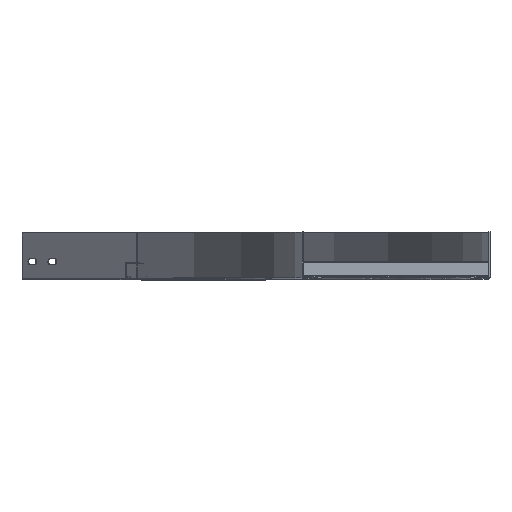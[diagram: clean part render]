
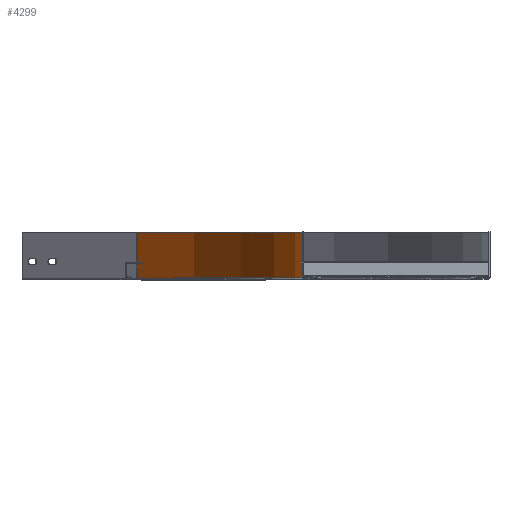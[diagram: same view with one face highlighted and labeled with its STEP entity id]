
A CAD part, top view. The second image highlights one B-rep face of the part: STEP entity #4299.
In plain terms, the highlighted cylindrical face has radius 600 mm (diameter 1200 mm), a partial arc.
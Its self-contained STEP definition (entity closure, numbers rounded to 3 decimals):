
#67 = CARTESIAN_POINT ( 'NONE',  ( 0., 7.07, -173. ) ) ;
#69 = CARTESIAN_POINT ( 'NONE',  ( 0., -41.13, -173. ) ) ;
#72 = CARTESIAN_POINT ( 'NONE',  ( -175.736, 7.07, -597.264 ) ) ;
#73 = CARTESIAN_POINT ( 'NONE',  ( -175.736, -41.13, -597.264 ) ) ;
#450 = DIRECTION ( 'NONE',  ( 0., 0., 1. ) ) ;
#457 = DIRECTION ( 'NONE',  ( 0., 1., 0. ) ) ;
#458 = CARTESIAN_POINT ( 'NONE',  ( -600., 0., -173. ) ) ;
#1397 = AXIS2_PLACEMENT_3D ( 'NONE', #458, #457, #450 ) ;
#2060 = AXIS2_PLACEMENT_3D ( 'NONE', #2910, #2911, #2912 ) ;
#2061 = AXIS2_PLACEMENT_3D ( 'NONE', #2914, #2915, #2916 ) ;
#2243 = VERTEX_POINT ( 'NONE', #67 ) ;
#2245 = VERTEX_POINT ( 'NONE', #69 ) ;
#2248 = VERTEX_POINT ( 'NONE', #72 ) ;
#2249 = VERTEX_POINT ( 'NONE', #73 ) ;
#2905 = CARTESIAN_POINT ( 'NONE',  ( 0., -41.13, -173. ) ) ;
#2906 = DIRECTION ( 'NONE',  ( 0., -1., 0. ) ) ;
#2907 = DIRECTION ( 'NONE',  ( 0., -1., 0. ) ) ;
#2909 = CARTESIAN_POINT ( 'NONE',  ( -175.736, -41.13, -597.264 ) ) ;
#2910 = CARTESIAN_POINT ( 'NONE',  ( -600., 7.07, -173. ) ) ;
#2911 = DIRECTION ( 'NONE',  ( 0., 1., 0. ) ) ;
#2912 = DIRECTION ( 'NONE',  ( 0., 0., 1. ) ) ;
#2914 = CARTESIAN_POINT ( 'NONE',  ( -600., -41.13, -173. ) ) ;
#2915 = DIRECTION ( 'NONE',  ( 0., 1., 0. ) ) ;
#2916 = DIRECTION ( 'NONE',  ( 0., 0., 1. ) ) ;
#3235 = FACE_OUTER_BOUND ( 'NONE', #5001, .T. ) ;
#3243 = CYLINDRICAL_SURFACE ( 'NONE', #1397, 600. ) ;
#3404 = CIRCLE ( 'NONE', #2060, 600. ) ;
#3406 = LINE ( 'NONE', #2905, #3409 ) ;
#3408 = LINE ( 'NONE', #2909, #3412 ) ;
#3409 = VECTOR ( 'NONE', #2907, 1000. ) ;
#3411 = CIRCLE ( 'NONE', #2061, 600. ) ;
#3412 = VECTOR ( 'NONE', #2906, 1000. ) ;
#3933 = ORIENTED_EDGE ( 'NONE', *, *, #4481, .F. ) ;
#3934 = ORIENTED_EDGE ( 'NONE', *, *, #4482, .T. ) ;
#3935 = ORIENTED_EDGE ( 'NONE', *, *, #4483, .T. ) ;
#3936 = ORIENTED_EDGE ( 'NONE', *, *, #4484, .F. ) ;
#4299 = ADVANCED_FACE ( 'NONE', ( #3235 ), #3243, .F. ) ;
#4481 = EDGE_CURVE ( 'NONE', #2243, #2245, #3406, .T. ) ;
#4482 = EDGE_CURVE ( 'NONE', #2243, #2248, #3404, .T. ) ;
#4483 = EDGE_CURVE ( 'NONE', #2248, #2249, #3408, .T. ) ;
#4484 = EDGE_CURVE ( 'NONE', #2245, #2249, #3411, .T. ) ;
#5001 = EDGE_LOOP ( 'NONE', ( #3933, #3934, #3935, #3936 ) ) ;
